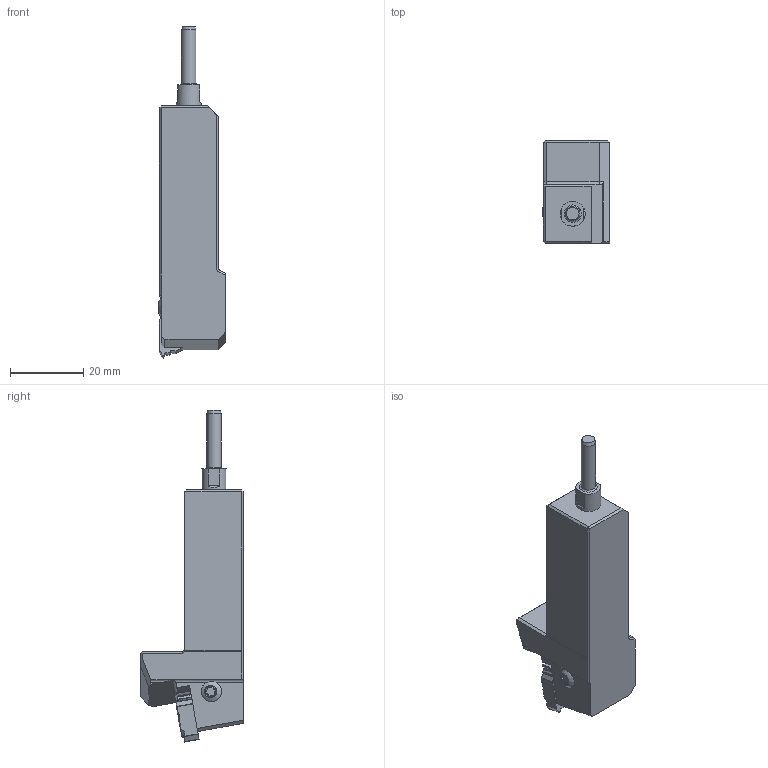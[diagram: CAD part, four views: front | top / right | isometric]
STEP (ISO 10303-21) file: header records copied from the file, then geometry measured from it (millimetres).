
FILE_DESCRIPTION(/* description */ (''),/* implementation_level */ '2;1');
FILE_NAME(/* name */ '1574662425171.stp',/* time_stamp */ '2019-11-25T11:43:56+05:00',/* author */ (''),/* organization */ ('SMS'),/* preprocessor_version */ 'ST-DEVELOPER v16.7',/* originating_system */ 'SIEMENS PLM Software NX 12.0',/* authorisation */ '');
FILE_SCHEMA (('AUTOMOTIVE_DESIGN { 1 0 10303 214 3 1 1 1 }'));
Length unit declared in the file: millimetre
Products named in the file (4): 202690723mod000_00; ASSEMBLY_CONSTRUCTION; 202174910mod000_00; 202175088mod000_00
Assembly tree (3 placements, depth 2):
  202175088mod000_00
    202174910mod000_00
    ASSEMBLY_CONSTRUCTION
    202690723mod000_00
Bounding box: 18.25 x 28 x 90.38 mm (x, y, z)
Volume: 20099.6 mm3; surface area: 6143.6 mm2
Topology: 2 solids, 2 shells, 215 faces, 579 edges, 377 vertices
Faces by surface type: plane 104, cylinder 62, extrusion 21, cone 10, bspline 10, torus 5, sphere 3
Full cylindrical faces by diameter (mm): 3.95 x1, 4.4 x2, 6.75 x1
Entity records: 8979 total; most frequent: CARTESIAN_POINT 3534, ORIENTED_EDGE 1112, DIRECTION 1065, EDGE_CURVE 556, VERTEX_POINT 362, VECTOR 359, AXIS2_PLACEMENT_3D 353, LINE 338
